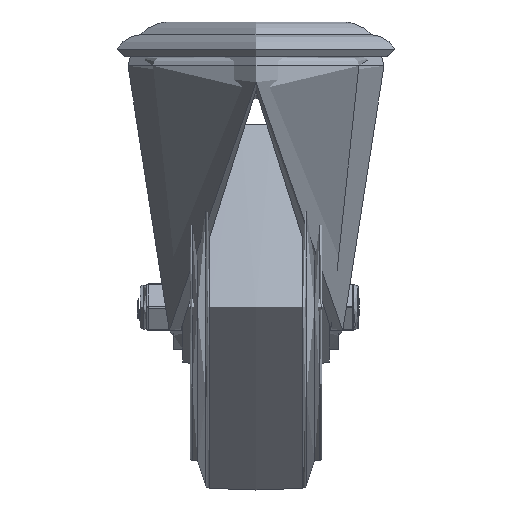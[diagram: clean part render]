
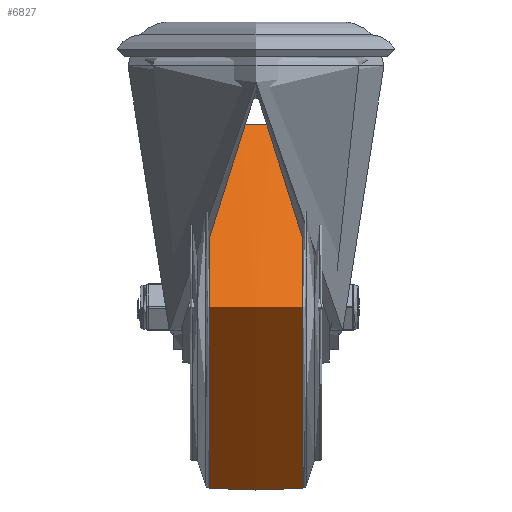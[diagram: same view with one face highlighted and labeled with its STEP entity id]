
A CAD part, left-side view. The second image highlights one B-rep face of the part: STEP entity #6827.
In plain terms, the highlighted free-form (B-spline) face has degree [2, 2] with [3, 9] control points.
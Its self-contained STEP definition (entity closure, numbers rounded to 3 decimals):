
#44=(
BOUNDED_SURFACE()
B_SPLINE_SURFACE(2,2,((#11731,#11732,#11733,#11734,#11735,#11736,#11737,
#11738,#11739),(#11740,#11741,#11742,#11743,#11744,#11745,#11746,#11747,
#11748),(#11749,#11750,#11751,#11752,#11753,#11754,#11755,#11756,#11757)),
 .UNSPECIFIED.,.F.,.T.,.F.)
B_SPLINE_SURFACE_WITH_KNOTS((3,3),(3,2,2,2,3),(-0.07,0.07),
(-3.142,-1.571,0.,1.571,3.142),
 .UNSPECIFIED.)
GEOMETRIC_REPRESENTATION_ITEM()
RATIONAL_B_SPLINE_SURFACE(((1.,0.707,1.,0.707,1.,
0.707,1.,0.707,1.),(0.998,0.705,
0.998,0.705,0.998,0.705,0.998,
0.705,0.998),(1.,0.707,1.,0.707,
1.,0.707,1.,0.707,1.)))
REPRESENTATION_ITEM('')
SURFACE()
);
#774=FACE_OUTER_BOUND('',#1215,.T.);
#1215=EDGE_LOOP('',(#5037,#5038,#5039,#5040));
#2613=CIRCLE('',#7468,49.548);
#2614=CIRCLE('',#7469,182.5);
#2615=CIRCLE('',#7470,49.548);
#3035=VERTEX_POINT('',#11728);
#3036=VERTEX_POINT('',#11758);
#3762=EDGE_CURVE('',#3035,#3035,#2613,.T.);
#3763=EDGE_CURVE('',#3035,#3036,#2614,.T.);
#3764=EDGE_CURVE('',#3036,#3036,#2615,.T.);
#5037=ORIENTED_EDGE('',*,*,#3762,.F.);
#5038=ORIENTED_EDGE('',*,*,#3763,.T.);
#5039=ORIENTED_EDGE('',*,*,#3764,.T.);
#5040=ORIENTED_EDGE('',*,*,#3763,.F.);
#6827=ADVANCED_FACE('',(#774),#44,.F.);
#7468=AXIS2_PLACEMENT_3D('',#11730,#8572,#8573);
#7469=AXIS2_PLACEMENT_3D('',#11759,#8574,#8575);
#7470=AXIS2_PLACEMENT_3D('',#11760,#8576,#8577);
#8572=DIRECTION('center_axis',(0.,-1.,0.));
#8573=DIRECTION('ref_axis',(0.,0.,
1.));
#8574=DIRECTION('center_axis',(-1.,0.,0.));
#8575=DIRECTION('ref_axis',(0.,0.,
1.));
#8576=DIRECTION('center_axis',(0.,-1.,0.));
#8577=DIRECTION('ref_axis',(0.,0.,1.));
#11728=CARTESIAN_POINT('',(0.,-12.833,49.548));
#11730=CARTESIAN_POINT('Origin',(0.,-12.833,
0.));
#11731=CARTESIAN_POINT('Ctrl Pts',(0.,12.833,
49.548));
#11732=CARTESIAN_POINT('Ctrl Pts',(-49.548,12.833,49.548));
#11733=CARTESIAN_POINT('Ctrl Pts',(-49.548,12.833,0.));
#11734=CARTESIAN_POINT('Ctrl Pts',(-49.548,12.833,-49.548));
#11735=CARTESIAN_POINT('Ctrl Pts',(0.,12.833,
-49.548));
#11736=CARTESIAN_POINT('Ctrl Pts',(49.548,12.833,-49.548));
#11737=CARTESIAN_POINT('Ctrl Pts',(49.548,12.833,0.));
#11738=CARTESIAN_POINT('Ctrl Pts',(49.548,12.833,49.548));
#11739=CARTESIAN_POINT('Ctrl Pts',(0.,12.833,
49.548));
#11740=CARTESIAN_POINT('Ctrl Pts',(0.,0.,
50.453));
#11741=CARTESIAN_POINT('Ctrl Pts',(-50.453,0.,
50.453));
#11742=CARTESIAN_POINT('Ctrl Pts',(-50.453,0.,
0.));
#11743=CARTESIAN_POINT('Ctrl Pts',(-50.453,0.,
-50.453));
#11744=CARTESIAN_POINT('Ctrl Pts',(0.,0.,
-50.453));
#11745=CARTESIAN_POINT('Ctrl Pts',(50.453,0.,
-50.453));
#11746=CARTESIAN_POINT('Ctrl Pts',(50.453,0.,
0.));
#11747=CARTESIAN_POINT('Ctrl Pts',(50.453,0.,
50.453));
#11748=CARTESIAN_POINT('Ctrl Pts',(0.,0.,
50.453));
#11749=CARTESIAN_POINT('Ctrl Pts',(0.,-12.833,
49.548));
#11750=CARTESIAN_POINT('Ctrl Pts',(-49.548,-12.833,
49.548));
#11751=CARTESIAN_POINT('Ctrl Pts',(-49.548,-12.833,
0.));
#11752=CARTESIAN_POINT('Ctrl Pts',(-49.548,-12.833,
-49.548));
#11753=CARTESIAN_POINT('Ctrl Pts',(0.,-12.833,
-49.548));
#11754=CARTESIAN_POINT('Ctrl Pts',(49.548,-12.833,-49.548));
#11755=CARTESIAN_POINT('Ctrl Pts',(49.548,-12.833,0.));
#11756=CARTESIAN_POINT('Ctrl Pts',(49.548,-12.833,49.548));
#11757=CARTESIAN_POINT('Ctrl Pts',(0.,-12.833,
49.548));
#11758=CARTESIAN_POINT('',(0.,12.833,49.548));
#11759=CARTESIAN_POINT('Origin',(0.,0.,
-132.5));
#11760=CARTESIAN_POINT('Origin',(0.,12.833,
0.));
